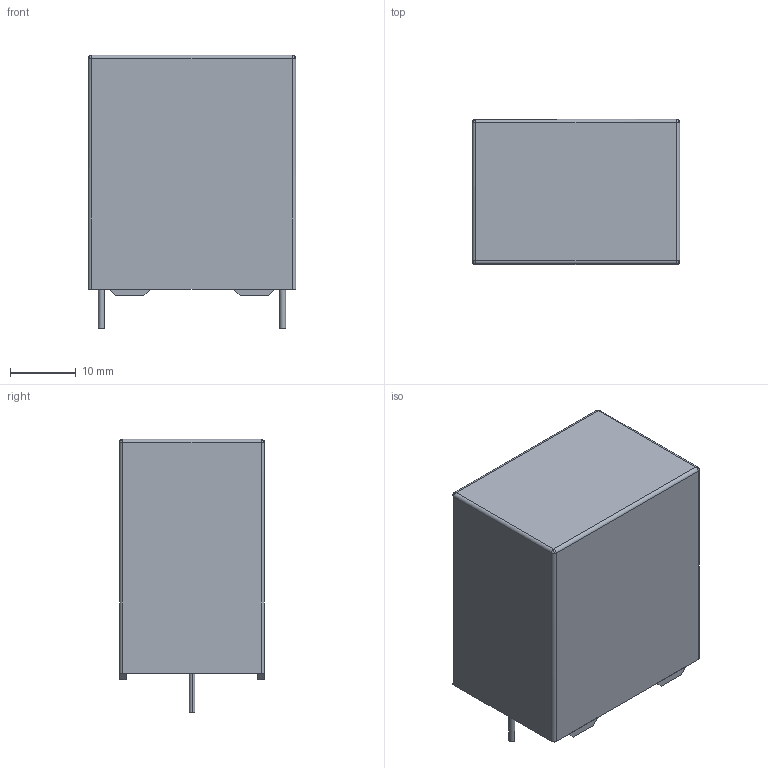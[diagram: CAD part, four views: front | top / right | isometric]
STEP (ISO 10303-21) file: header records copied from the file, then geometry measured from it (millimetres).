
FILE_DESCRIPTION (( 'STEP AP214' ), '1' );
FILE_NAME ('User Library-FILM_BLUE_P2750L3150W2200H3650PD90.STEP', '2021-10-06T19:38:27', ( '' ), ( '' ), 'SwSTEP 2.0', 'SolidWorks 2021', '' );
FILE_SCHEMA (( 'AUTOMOTIVE_DESIGN' ));
Length unit declared in the file: millimetre
Products named in the file (1): User Library-FILM_BLUE_P2750L3150W2200H3650PD90
Bounding box: 31.5 x 22 x 41.5 mm (x, y, z)
Volume: 24325.8 mm3; surface area: 5309.4 mm2
Topology: 7 solids, 7 shells, 67 faces, 148 edges, 88 vertices
Faces by surface type: plane 39, bspline 16, cylinder 12
Entity records: 2803 total; most frequent: CARTESIAN_POINT 1238, ORIENTED_EDGE 280, DIRECTION 264, EDGE_CURVE 140, VECTOR 88, LINE 88, AXIS2_PLACEMENT_3D 88, VERTEX_POINT 88
